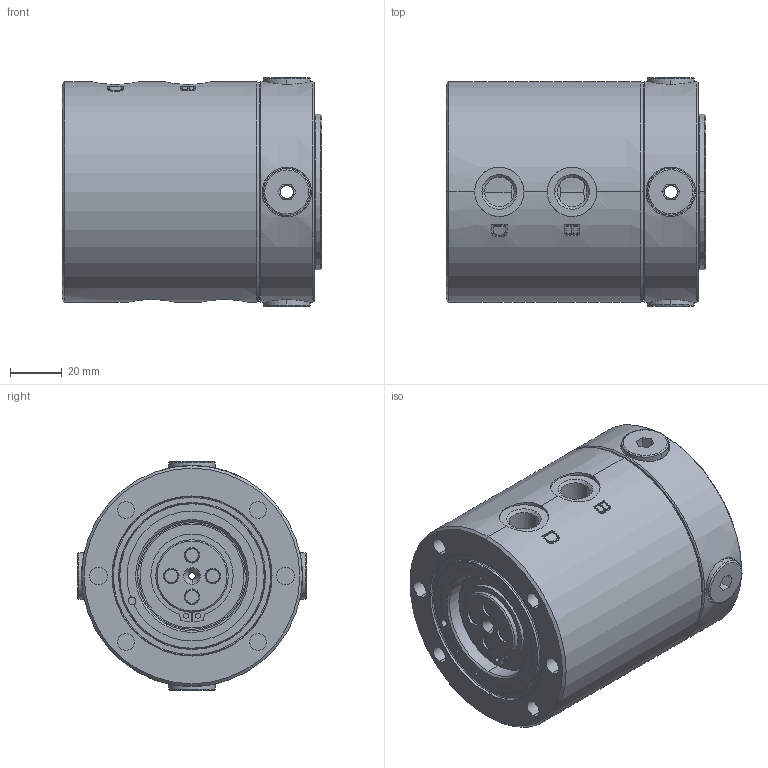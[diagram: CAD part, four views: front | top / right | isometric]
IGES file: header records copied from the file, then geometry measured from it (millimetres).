
Start section:  PTC IGES file: ilcmv43496400.igs
Global section: file name: ilcmv43496400.igs; native system: Creo Parametric by Parametric Technology Corporation; preprocessor: 2013320; author: npeters; organization: Unknown; date: 20200224.085024; units: inch
Bounding box: 100 x 88 x 88 mm (x, y, z)
Surface area: 58660.7 mm2 (no closed solid volume)
Topology: 0 solids, 0 shells, 408 faces, 3502 edges, 4637 vertices
Faces by surface type: bspline 236, revolution 172
